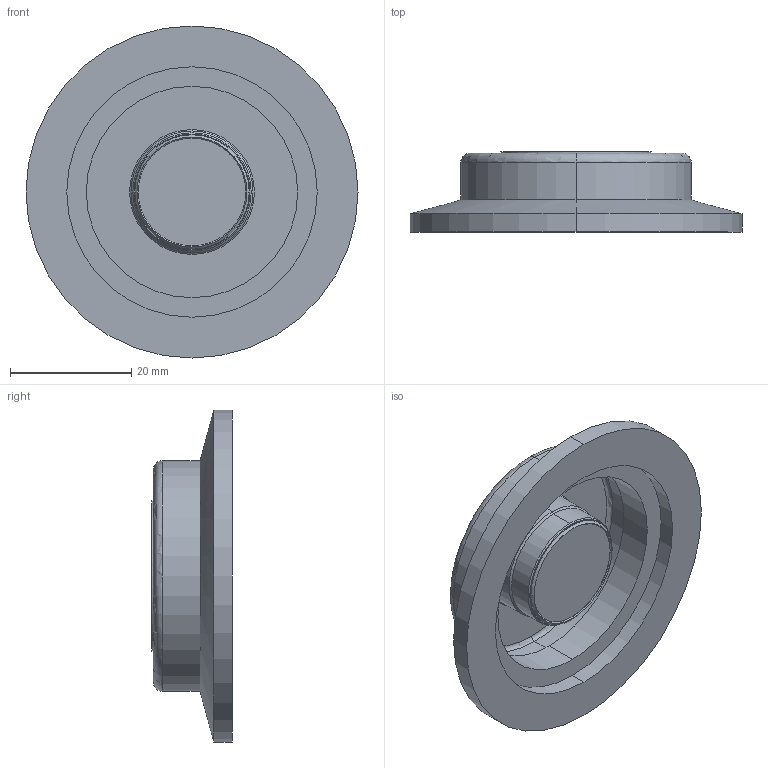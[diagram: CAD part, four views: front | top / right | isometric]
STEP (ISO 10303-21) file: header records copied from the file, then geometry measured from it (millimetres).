
FILE_DESCRIPTION (( 'STEP AP203' ), '1' );
FILE_NAME ('A0814-1-QF.STEP', '2011-10-03T16:45:44', ( '' ), ( '' ), 'SwSTEP 2.0', 'SolidWorks 2011', '' );
FILE_SCHEMA (( 'CONFIG_CONTROL_DESIGN' ));
Length unit declared in the file: inch
Products named in the file (1): A0814-1-QF
Bounding box: 54.86 x 13.28 x 54.86 mm (x, y, z)
Volume: 7248.8 mm3; surface area: 9289.7 mm2
Topology: 1 solids, 1 shells, 61 faces, 130 edges, 80 vertices
Faces by surface type: cylinder 26, cone 16, plane 11, torus 8
Entity records: 2368 total; most frequent: CARTESIAN_POINT 901, DIRECTION 334, ORIENTED_EDGE 260, AXIS2_PLACEMENT_3D 146, EDGE_CURVE 130, CIRCLE 84, VERTEX_POINT 80, EDGE_LOOP 70
